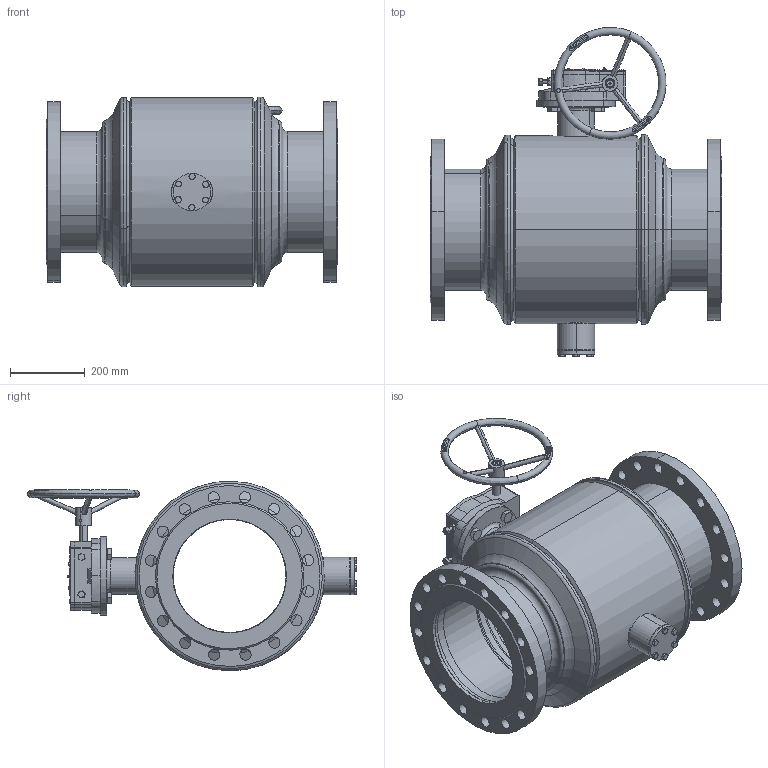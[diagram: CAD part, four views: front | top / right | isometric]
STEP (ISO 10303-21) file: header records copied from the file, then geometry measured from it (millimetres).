
FILE_DESCRIPTION (( 'STEP AP214' ), '1' );
FILE_NAME ('DN300籵噤楊擘恘謫⑩概PN25.STEP', '2026-02-25T07:21:14', ( '' ), ( '' ), 'SwSTEP 2.0', 'SolidWorks 2022', '' );
FILE_SCHEMA (( 'AUTOMOTIVE_DESIGN' ));
Length unit declared in the file: millimetre
Products named in the file (27): 300楊擘2.5; 蹟佪4; DN350-450苤粣杶; 300恘謫; 恘謫; Q61F-350-7粣杶珨; 梓齪; 眊裔; hexagon head bolts-full thread gb_GB_FASTENER_BOLT_STBAB A M20X40-N; 忒謫; DN300通径法兰蜗轮球阀PN25; 籵噤300晚概极; 蹟佪5; 錨璃5; 眊极; 硌尨齪; 胶圈; 恘裝; 蹟佪; 癹弇蹟佪; hexagon head bolts-full thread gb2_GB_FASTENER_BOLT_STBAB A M10X20-N; 錨璃; 癹弇結輸; DN350-概极 笢弊; 癹弇蹟譫; 錨璃6; 揤裔1
Assembly tree (47 placements, depth 3):
  DN300通径法兰蜗轮球阀PN25
    DN350-概极 笢弊
    揤裔1
    Q61F-350-7粣杶珨
    hexagon head bolts-full thread gb2_GB_FASTENER_BOLT_STBAB A M10X20-N  x6
    DN350-450苤粣杶
    籵噤300晚概极  x2
    300恘謫
      眊极
      眊裔
      恘裝
      忒謫
      梓齪
      蹟佪  x6
      恘謫
      胶圈  x2
      蹟佪5  x2
      錨璃
      錨璃5
      錨璃6
      癹弇蹟佪  x2
      癹弇蹟譫  x2
      蹟佪4  x2
      硌尨齪
      癹弇結輸  x2
    hexagon head bolts-full thread gb_GB_FASTENER_BOLT_STBAB A M20X40-N  x4
    300楊擘2.5  x2
Bounding box: 782 x 881.87 x 508 mm (x, y, z)
Volume: 32614985.8 mm3; surface area: 3858573 mm2
Topology: 48 solids, 48 shells, 1893 faces, 4653 edges, 3011 vertices
Faces by surface type: plane 932, cylinder 660, cone 168, bspline 93, torus 40
Entity records: 52977 total; most frequent: CARTESIAN_POINT 17507, ORIENTED_EDGE 7018, DIRECTION 6981, EDGE_CURVE 3509, AXIS2_PLACEMENT_3D 2451, VERTEX_POINT 2293, VECTOR 2079, LINE 2079
